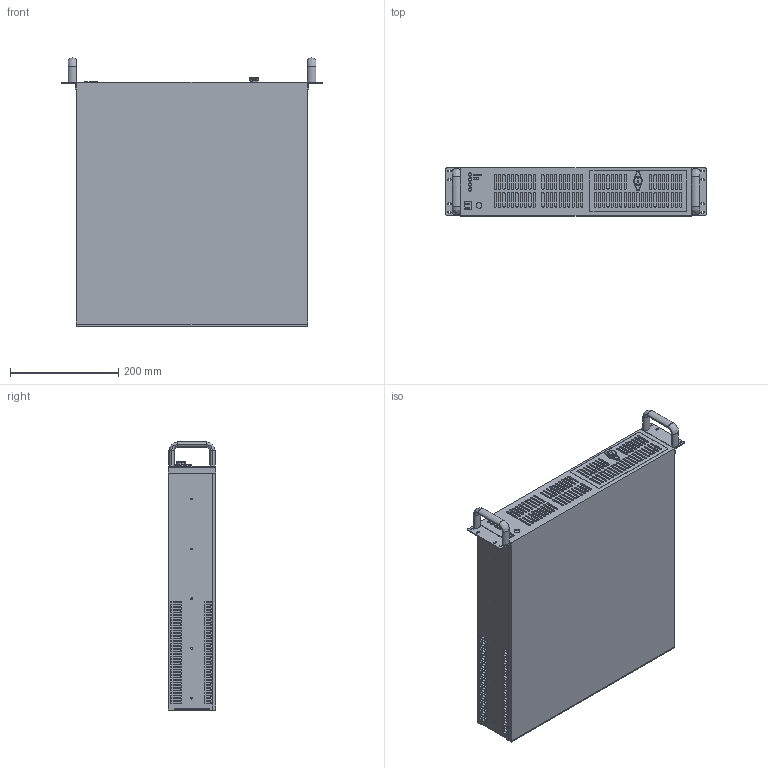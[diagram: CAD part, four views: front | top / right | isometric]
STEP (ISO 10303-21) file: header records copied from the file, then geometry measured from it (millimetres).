
FILE_DESCRIPTION (( 'STEP AP203' ), '1' );
FILE_NAME ('ACP-2000.STEP', '2007-05-29T22:18:24', ( 'Anderson Professional Modeling' ), ( 'Anderson Professional Modeling' ), 'SwSTEP 2.0', 'SolidWorks 2007', '' );
FILE_SCHEMA (( 'CONFIG_CONTROL_DESIGN' ));
Products named in the file (1): ACP-2000
Bounding box: 482 x 88.4 x 495 mm (x, y, z)
Volume: 16820030.1 mm3; surface area: 605079.8 mm2
Topology: 1 solids, 1 shells, 1648 faces, 4096 edges, 2714 vertices
Faces by surface type: plane 906, cylinder 667, bspline 57, torus 10, cone 8
Entity records: 51647 total; most frequent: CARTESIAN_POINT 11220, DIRECTION 8558, ORIENTED_EDGE 8184, EDGE_CURVE 4092, AXIS2_PLACEMENT_3D 2972, VERTEX_POINT 2714, LINE 2614, VECTOR 2614
